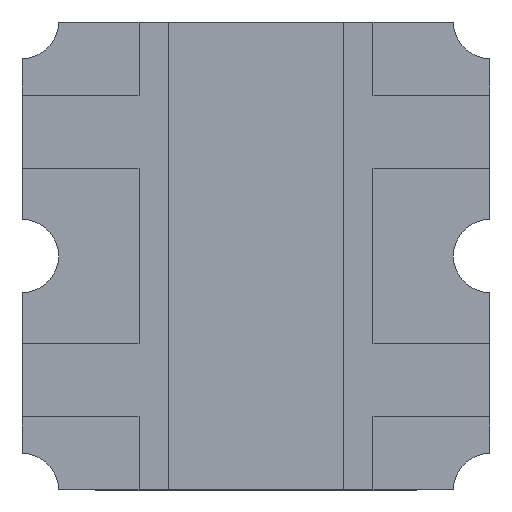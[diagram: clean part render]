
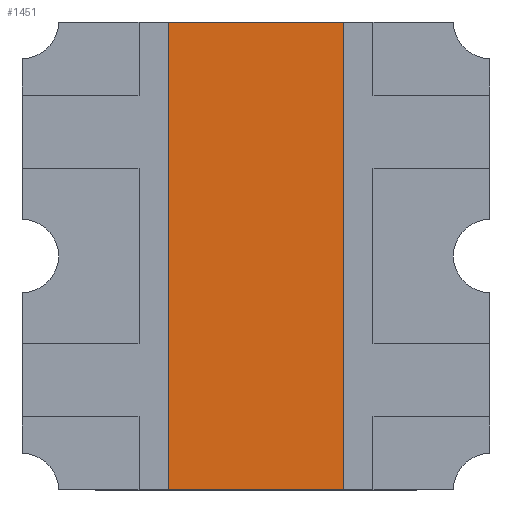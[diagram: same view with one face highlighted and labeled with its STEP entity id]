
A CAD part, front view. The second image highlights one B-rep face of the part: STEP entity #1451.
In plain terms, the highlighted planar face has unit normal (0, -1, 0).
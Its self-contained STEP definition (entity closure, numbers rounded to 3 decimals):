
#81=FACE_OUTER_BOUND('',#169,.T.);
#169=EDGE_LOOP('',(#1035,#1036,#1037,#1038));
#277=LINE('',#2136,#461);
#281=LINE('',#2143,#465);
#284=LINE('',#2149,#468);
#286=LINE('',#2152,#470);
#461=VECTOR('',#1722,10.);
#465=VECTOR('',#1728,10.);
#468=VECTOR('',#1733,10.);
#470=VECTOR('',#1737,10.);
#633=VERTEX_POINT('',#2133);
#634=VERTEX_POINT('',#2135);
#636=VERTEX_POINT('',#2141);
#638=VERTEX_POINT('',#2147);
#781=EDGE_CURVE('',#634,#633,#277,.T.);
#785=EDGE_CURVE('',#636,#633,#281,.T.);
#788=EDGE_CURVE('',#636,#638,#284,.T.);
#790=EDGE_CURVE('',#638,#634,#286,.T.);
#1035=ORIENTED_EDGE('',*,*,#785,.F.);
#1036=ORIENTED_EDGE('',*,*,#788,.T.);
#1037=ORIENTED_EDGE('',*,*,#790,.T.);
#1038=ORIENTED_EDGE('',*,*,#781,.T.);
#1373=PLANE('',#1562);
#1451=ADVANCED_FACE('',(#81),#1373,.F.);
#1562=AXIS2_PLACEMENT_3D('',#2153,#1738,#1739);
#1722=DIRECTION('',(-1.,0.,0.));
#1728=DIRECTION('',(0.,0.,1.));
#1733=DIRECTION('',(1.,0.,0.));
#1737=DIRECTION('',(0.,0.,1.));
#1738=DIRECTION('center_axis',(0.,1.,0.));
#1739=DIRECTION('ref_axis',(1.,0.,0.));
#2133=CARTESIAN_POINT('',(-0.3,0.,0.8));
#2135=CARTESIAN_POINT('',(0.3,0.,0.8));
#2136=CARTESIAN_POINT('',(0.8,0.,0.8));
#2141=CARTESIAN_POINT('',(-0.3,0.,-0.8));
#2143=CARTESIAN_POINT('',(-0.3,0.,-0.8));
#2147=CARTESIAN_POINT('',(0.3,0.,-0.8));
#2149=CARTESIAN_POINT('',(-0.8,0.,-0.8));
#2152=CARTESIAN_POINT('',(0.3,0.,-0.8));
#2153=CARTESIAN_POINT('Origin',(0.,0.,0.));
